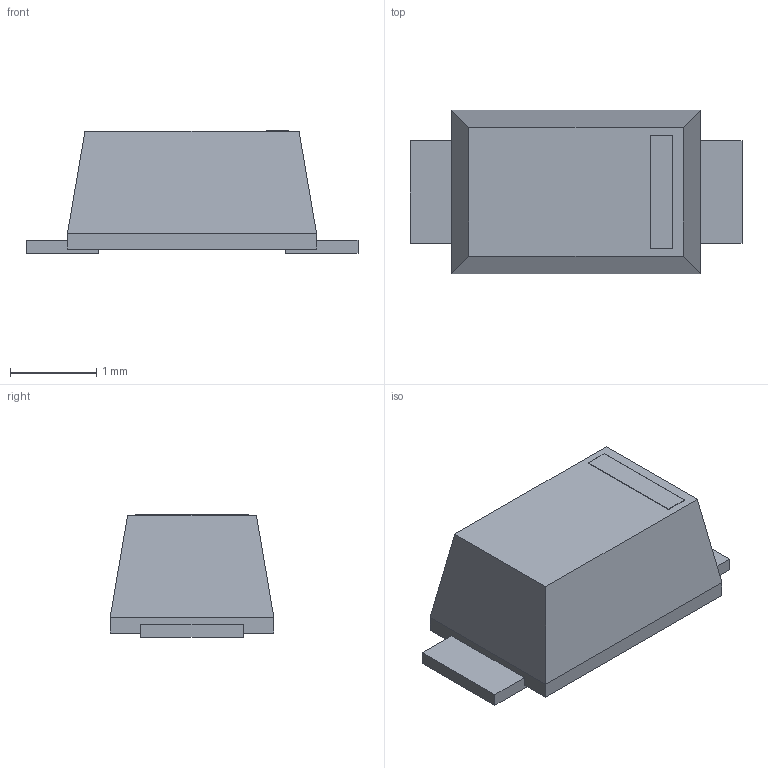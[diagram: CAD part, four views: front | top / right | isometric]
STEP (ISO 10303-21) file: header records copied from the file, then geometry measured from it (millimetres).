
FILE_DESCRIPTION(('STEP AP214'),'1');
FILE_NAME('SOD_34FA_ONS','2024-10-26T10:42:34',(''),(''),'','','');
FILE_SCHEMA(('AUTOMOTIVE_DESIGN'));
Length unit declared in the file: millimetre
Products named in the file (1): product
Bounding box: 3.86 x 1.9 x 1.43 mm (x, y, z)
Volume: 6.7 mm3; surface area: 27.4 mm2
Topology: 4 solids, 4 shells, 32 faces, 68 edges, 44 vertices
Faces by surface type: plane 32
Entity records: 966 total; most frequent: ORIENTED_EDGE 136, DIRECTION 134, CARTESIAN_POINT 77, EDGE_CURVE 68, LINE 68, VECTOR 68, VERTEX_POINT 44, AXIS2_PLACEMENT_3D 33
